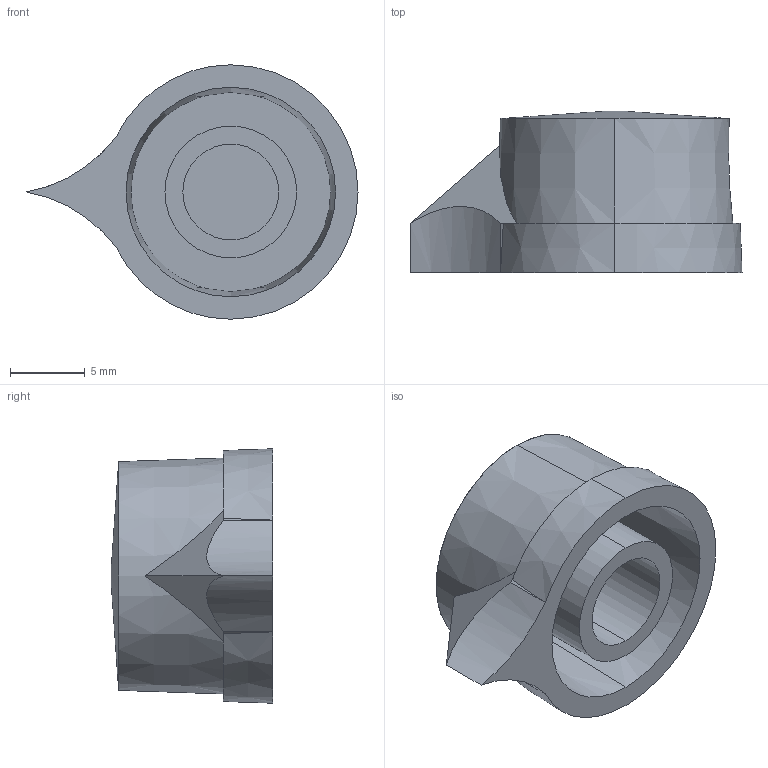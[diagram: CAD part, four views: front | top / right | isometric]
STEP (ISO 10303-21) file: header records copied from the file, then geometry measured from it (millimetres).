
FILE_DESCRIPTION (( 'STEP AP214' ), '1' );
FILE_NAME ('1400_BLACK.STEP', '2021-04-04T11:29:11', ( '' ), ( '' ), 'SwSTEP 2.0', 'SolidWorks 2018', '' );
FILE_SCHEMA (( 'AUTOMOTIVE_DESIGN' ));
Length unit declared in the file: millimetre
Products named in the file (1): 1400_BLACK
Bounding box: 22.18 x 10.8 x 17 mm (x, y, z)
Volume: 1051.8 mm3; surface area: 2222.3 mm2
Topology: 2 solids, 2 shells, 28 faces, 60 edges, 39 vertices
Faces by surface type: plane 13, cone 9, cylinder 6
Entity records: 817 total; most frequent: CARTESIAN_POINT 146, DIRECTION 144, ORIENTED_EDGE 120, AXIS2_PLACEMENT_3D 61, EDGE_CURVE 60, VERTEX_POINT 39, CIRCLE 32, EDGE_LOOP 31
